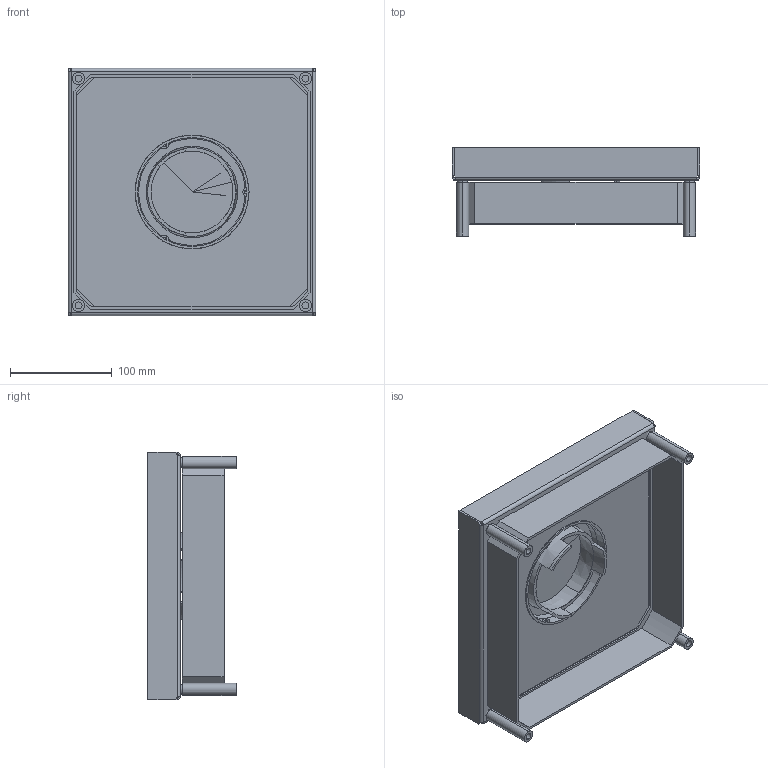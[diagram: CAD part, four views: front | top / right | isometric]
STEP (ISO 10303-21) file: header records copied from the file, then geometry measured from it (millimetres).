
FILE_DESCRIPTION((''),'2;1');
FILE_NAME('EKQ120TM25_ASM','2024-02-29T10:16:47',('goergem'),(''),'CREO PARAMETRIC BY PTC INC, 2022281','CREO PARAMETRIC BY PTC INC, 2022281','');
FILE_SCHEMA(('AUTOMOTIVE_DESIGN { 1 0 10303 214 1 1 1 1 }'));
Length unit declared in the file: millimetre
Products named in the file (13): T-00627_1; T-00632_1_1; T-00625_1_1; T-00824_ASM_1_ASM; T-00615_1; T-00721GEN_1_1; T-00720GEN_1_1; T-G00076_1_1; T-00791GEN_ASM_1_1_ASM; T-00722S_1; T-00871_ASM_1_ASM; T-00944_ASM_1_ASM; EKQ120TM25_ASM
Assembly tree (15 placements, depth 5):
  EKQ120TM25_ASM
    T-00944_ASM_1_ASM
      T-00824_ASM_1_ASM
        T-00627_1
        T-00632_1_1  x4
        T-00625_1_1
      T-00871_ASM_1_ASM
        T-00615_1
        T-00791GEN_ASM_1_1_ASM
          T-00721GEN_1_1
          T-00720GEN_1_1
          T-G00076_1_1
        T-00722S_1
Bounding box: 243 x 87 x 243 mm (x, y, z)
Volume: 401773.1 mm3; surface area: 383354 mm2
Topology: 11 solids, 11 shells, 253 faces, 616 edges, 398 vertices
Faces by surface type: plane 142, cylinder 101, cone 10
Entity records: 10283 total; most frequent: DIRECTION 1469, CARTESIAN_POINT 1317, ORIENTED_EDGE 1084, AXIS2_PLACEMENT_3D 551, EDGE_CURVE 542, VERTEX_POINT 350, VECTOR 332, LINE 332
